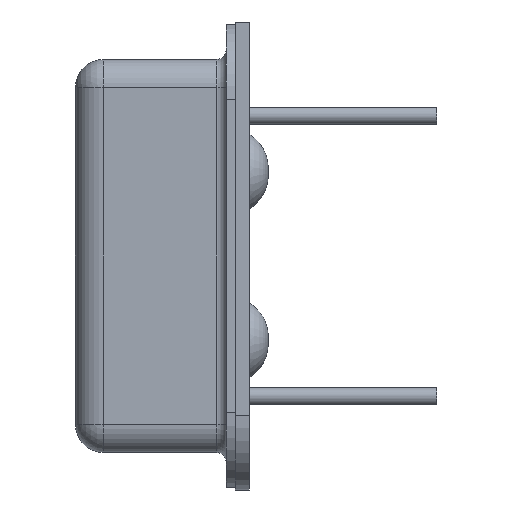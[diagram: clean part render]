
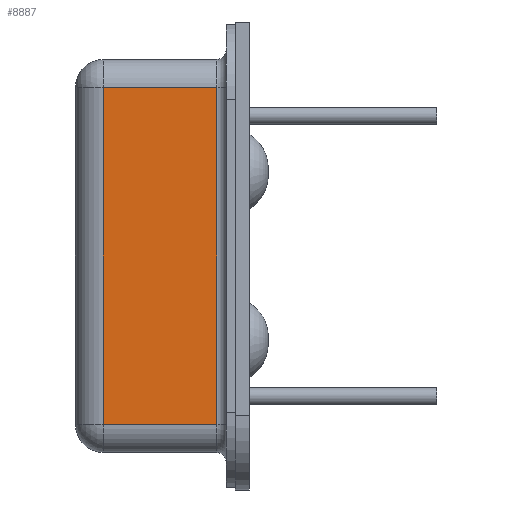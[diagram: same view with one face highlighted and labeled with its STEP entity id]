
A CAD part, left-side view. The second image highlights one B-rep face of the part: STEP entity #8887.
In plain terms, the highlighted planar face has unit normal (-1, 0, 0).
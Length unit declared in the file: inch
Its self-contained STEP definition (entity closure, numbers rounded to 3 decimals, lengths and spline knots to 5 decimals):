
#152 = VERTEX_POINT ( 'NONE', #10968 ) ;
#247 = DIRECTION ( 'NONE',  ( 0., 0., -1. ) ) ;
#2015 = VERTEX_POINT ( 'NONE', #15038 ) ;
#2252 = CARTESIAN_POINT ( 'NONE',  ( -2.28358, 0.53582, 0.9438 ) ) ;
#3750 = LINE ( 'NONE', #2252, #8151 ) ;
#3988 = PLANE ( 'NONE',  #16034 ) ;
#4190 = ORIENTED_EDGE ( 'NONE', *, *, #15703, .T. ) ;
#5099 = DIRECTION ( 'NONE',  ( 0., 0., 1. ) ) ;
#5597 = DIRECTION ( 'NONE',  ( 1., 0., 0. ) ) ;
#5750 = VERTEX_POINT ( 'NONE', #17332 ) ;
#6068 = LINE ( 'NONE', #14042, #9608 ) ;
#6098 = LINE ( 'NONE', #13081, #16373 ) ;
#7532 = EDGE_CURVE ( 'NONE', #152, #2015, #6098, .T. ) ;
#7689 = ORIENTED_EDGE ( 'NONE', *, *, #10761, .F. ) ;
#8151 = VECTOR ( 'NONE', #9205, 39.37008 ) ;
#8887 = ADVANCED_FACE ( 'NONE', ( #9121 ), #3988, .F. ) ;
#9121 = FACE_OUTER_BOUND ( 'NONE', #12185, .T. ) ;
#9205 = DIRECTION ( 'NONE',  ( 0., -1., 0. ) ) ;
#9608 = VECTOR ( 'NONE', #10002, 39.37008 ) ;
#10002 = DIRECTION ( 'NONE',  ( 0., -1., 0. ) ) ;
#10592 = ORIENTED_EDGE ( 'NONE', *, *, #15085, .T. ) ;
#10761 = EDGE_CURVE ( 'NONE', #12467, #2015, #3750, .T. ) ;
#10905 = CARTESIAN_POINT ( 'NONE',  ( -2.28358, 0.50582, 0.9438 ) ) ;
#10968 = CARTESIAN_POINT ( 'NONE',  ( -2.28358, 0.38482, 0.5838 ) ) ;
#11108 = CARTESIAN_POINT ( 'NONE',  ( -2.28358, 0.50582, 0.5838 ) ) ;
#11547 = VECTOR ( 'NONE', #16559, 39.37008 ) ;
#12185 = EDGE_LOOP ( 'NONE', ( #10592, #16704, #7689, #4190 ) ) ;
#12467 = VERTEX_POINT ( 'NONE', #10905 ) ;
#13081 = CARTESIAN_POINT ( 'NONE',  ( -2.28358, 0.38482, 0.5838 ) ) ;
#13550 = LINE ( 'NONE', #11108, #11547 ) ;
#14042 = CARTESIAN_POINT ( 'NONE',  ( -2.28358, 0.53582, 0.5838 ) ) ;
#15038 = CARTESIAN_POINT ( 'NONE',  ( -2.28358, 0.38482, 0.9438 ) ) ;
#15085 = EDGE_CURVE ( 'NONE', #5750, #152, #6068, .T. ) ;
#15703 = EDGE_CURVE ( 'NONE', #12467, #5750, #13550, .T. ) ;
#16034 = AXIS2_PLACEMENT_3D ( 'NONE', #16492, #5597, #247 ) ;
#16373 = VECTOR ( 'NONE', #5099, 39.37008 ) ;
#16492 = CARTESIAN_POINT ( 'NONE',  ( -2.28358, 0.53582, 0.5838 ) ) ;
#16559 = DIRECTION ( 'NONE',  ( 0., 0., -1. ) ) ;
#16704 = ORIENTED_EDGE ( 'NONE', *, *, #7532, .T. ) ;
#17332 = CARTESIAN_POINT ( 'NONE',  ( -2.28358, 0.50582, 0.5838 ) ) ;
